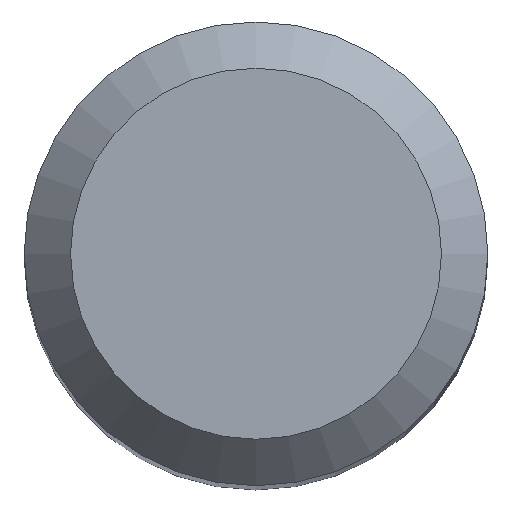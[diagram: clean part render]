
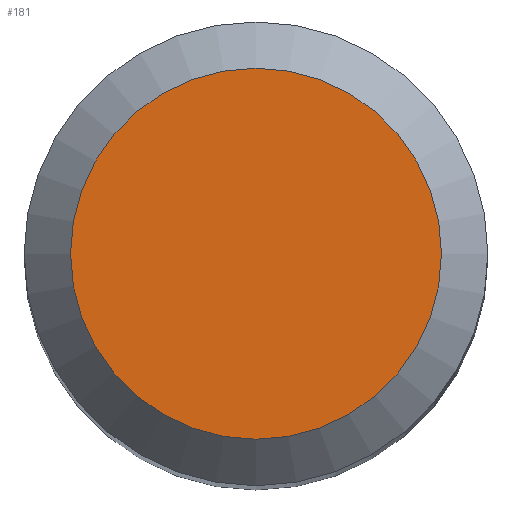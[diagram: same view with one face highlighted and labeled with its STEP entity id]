
A CAD part, top view. The second image highlights one B-rep face of the part: STEP entity #181.
In plain terms, the highlighted planar face has unit normal (0, 0, 1).
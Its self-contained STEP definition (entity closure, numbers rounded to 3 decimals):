
#1 = EDGE_LOOP ( 'NONE', ( #171 ) ) ;
#54 = AXIS2_PLACEMENT_3D ( 'NONE', #253, #76, #195 ) ;
#76 = DIRECTION ( 'NONE',  ( 0., 0., -1. ) ) ;
#101 = VERTEX_POINT ( 'NONE', #252 ) ;
#118 = CARTESIAN_POINT ( 'NONE',  ( 0., 0., 79. ) ) ;
#135 = CIRCLE ( 'NONE', #246, 3.2 ) ;
#168 = EDGE_CURVE ( 'NONE', #101, #101, #135, .T. ) ;
#171 = ORIENTED_EDGE ( 'NONE', *, *, #168, .F. ) ;
#181 = ADVANCED_FACE ( 'NONE', ( #231 ), #234, .F. ) ;
#195 = DIRECTION ( 'NONE',  ( 0., 1., 0. ) ) ;
#215 = DIRECTION ( 'NONE',  ( 0., 1., 0. ) ) ;
#230 = DIRECTION ( 'NONE',  ( 0., 0., -1. ) ) ;
#231 = FACE_OUTER_BOUND ( 'NONE', #1, .T. ) ;
#234 = PLANE ( 'NONE',  #54 ) ;
#246 = AXIS2_PLACEMENT_3D ( 'NONE', #118, #230, #215 ) ;
#252 = CARTESIAN_POINT ( 'NONE',  ( 0., 3.2, 79. ) ) ;
#253 = CARTESIAN_POINT ( 'NONE',  ( 0., 0., 79. ) ) ;
